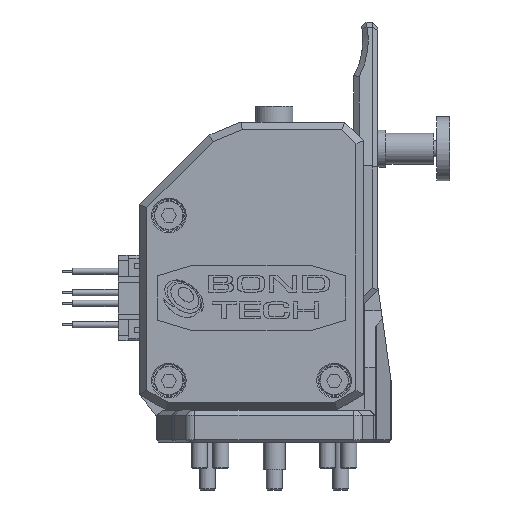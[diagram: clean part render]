
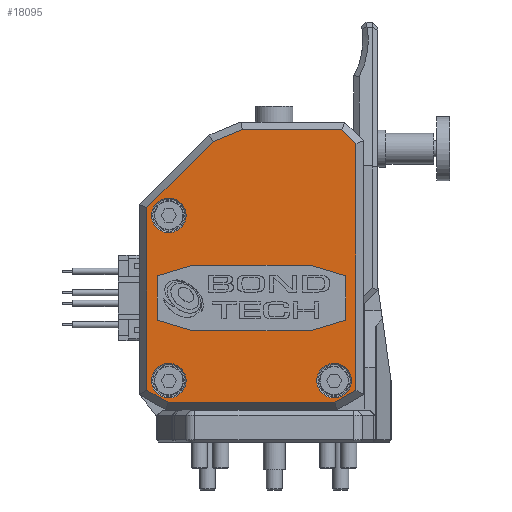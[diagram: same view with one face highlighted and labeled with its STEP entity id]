
A CAD part, front view. The second image highlights one B-rep face of the part: STEP entity #18095.
In plain terms, the highlighted planar face has unit normal (0, -1, 0).
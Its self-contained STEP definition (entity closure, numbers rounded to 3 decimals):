
#1304=FACE_BOUND('',#3316,.T.);
#1305=FACE_BOUND('',#3317,.T.);
#1306=FACE_BOUND('',#3318,.T.);
#1307=FACE_BOUND('',#3319,.T.);
#1471=CIRCLE('',#19272,3.25);
#1472=CIRCLE('',#19273,3.25);
#1473=CIRCLE('',#19274,3.25);
#2214=FACE_OUTER_BOUND('',#3315,.T.);
#3315=EDGE_LOOP('',(#13204,#13205,#13206,#13207,#13208,#13209,#13210,#13211,
#13212));
#3316=EDGE_LOOP('',(#13213,#13214,#13215,#13216,#13217,#13218,#13219,#13220));
#3317=EDGE_LOOP('',(#13221));
#3318=EDGE_LOOP('',(#13222));
#3319=EDGE_LOOP('',(#13223));
#4634=LINE('',#28102,#6359);
#4636=LINE('',#28106,#6361);
#4638=LINE('',#28110,#6363);
#4640=LINE('',#28114,#6365);
#4642=LINE('',#28118,#6367);
#4644=LINE('',#28122,#6369);
#4646=LINE('',#28126,#6371);
#4647=LINE('',#28128,#6372);
#4676=LINE('',#28207,#6401);
#4677=LINE('',#28209,#6402);
#4678=LINE('',#28211,#6403);
#4679=LINE('',#28213,#6404);
#4680=LINE('',#28215,#6405);
#4681=LINE('',#28217,#6406);
#4682=LINE('',#28219,#6407);
#4683=LINE('',#28221,#6408);
#4684=LINE('',#28222,#6409);
#6359=VECTOR('',#21254,1000.);
#6361=VECTOR('',#21258,1000.);
#6363=VECTOR('',#21262,1000.);
#6365=VECTOR('',#21266,1000.);
#6367=VECTOR('',#21270,1000.);
#6369=VECTOR('',#21274,1000.);
#6371=VECTOR('',#21278,1000.);
#6372=VECTOR('',#21281,1000.);
#6401=VECTOR('',#21348,1000.);
#6402=VECTOR('',#21349,1000.);
#6403=VECTOR('',#21350,1000.);
#6404=VECTOR('',#21351,1000.);
#6405=VECTOR('',#21352,1000.);
#6406=VECTOR('',#21353,1000.);
#6407=VECTOR('',#21354,1000.);
#6408=VECTOR('',#21355,1000.);
#6409=VECTOR('',#21356,1000.);
#8139=VERTEX_POINT('',#28098);
#8140=VERTEX_POINT('',#28100);
#8141=VERTEX_POINT('',#28104);
#8142=VERTEX_POINT('',#28108);
#8143=VERTEX_POINT('',#28112);
#8144=VERTEX_POINT('',#28116);
#8145=VERTEX_POINT('',#28120);
#8146=VERTEX_POINT('',#28124);
#8172=VERTEX_POINT('',#28205);
#8173=VERTEX_POINT('',#28206);
#8174=VERTEX_POINT('',#28208);
#8175=VERTEX_POINT('',#28210);
#8176=VERTEX_POINT('',#28212);
#8177=VERTEX_POINT('',#28214);
#8178=VERTEX_POINT('',#28216);
#8179=VERTEX_POINT('',#28218);
#8180=VERTEX_POINT('',#28220);
#8181=VERTEX_POINT('',#28223);
#8182=VERTEX_POINT('',#28225);
#8183=VERTEX_POINT('',#28227);
#9987=EDGE_CURVE('',#8140,#8139,#4634,.T.);
#9989=EDGE_CURVE('',#8139,#8141,#4636,.T.);
#9991=EDGE_CURVE('',#8141,#8142,#4638,.T.);
#9993=EDGE_CURVE('',#8142,#8143,#4640,.T.);
#9995=EDGE_CURVE('',#8143,#8144,#4642,.T.);
#9997=EDGE_CURVE('',#8144,#8145,#4644,.T.);
#9999=EDGE_CURVE('',#8145,#8146,#4646,.T.);
#10000=EDGE_CURVE('',#8146,#8140,#4647,.T.);
#10036=EDGE_CURVE('',#8172,#8173,#4676,.T.);
#10037=EDGE_CURVE('',#8173,#8174,#4677,.T.);
#10038=EDGE_CURVE('',#8174,#8175,#4678,.T.);
#10039=EDGE_CURVE('',#8175,#8176,#4679,.T.);
#10040=EDGE_CURVE('',#8176,#8177,#4680,.T.);
#10041=EDGE_CURVE('',#8177,#8178,#4681,.T.);
#10042=EDGE_CURVE('',#8178,#8179,#4682,.T.);
#10043=EDGE_CURVE('',#8179,#8180,#4683,.T.);
#10044=EDGE_CURVE('',#8180,#8172,#4684,.T.);
#10045=EDGE_CURVE('',#8181,#8181,#1471,.T.);
#10046=EDGE_CURVE('',#8182,#8182,#1472,.T.);
#10047=EDGE_CURVE('',#8183,#8183,#1473,.T.);
#13204=ORIENTED_EDGE('',*,*,#10036,.T.);
#13205=ORIENTED_EDGE('',*,*,#10037,.T.);
#13206=ORIENTED_EDGE('',*,*,#10038,.T.);
#13207=ORIENTED_EDGE('',*,*,#10039,.T.);
#13208=ORIENTED_EDGE('',*,*,#10040,.T.);
#13209=ORIENTED_EDGE('',*,*,#10041,.T.);
#13210=ORIENTED_EDGE('',*,*,#10042,.T.);
#13211=ORIENTED_EDGE('',*,*,#10043,.T.);
#13212=ORIENTED_EDGE('',*,*,#10044,.T.);
#13213=ORIENTED_EDGE('',*,*,#9999,.F.);
#13214=ORIENTED_EDGE('',*,*,#9997,.F.);
#13215=ORIENTED_EDGE('',*,*,#9995,.F.);
#13216=ORIENTED_EDGE('',*,*,#9993,.F.);
#13217=ORIENTED_EDGE('',*,*,#9991,.F.);
#13218=ORIENTED_EDGE('',*,*,#9989,.F.);
#13219=ORIENTED_EDGE('',*,*,#9987,.F.);
#13220=ORIENTED_EDGE('',*,*,#10000,.F.);
#13221=ORIENTED_EDGE('',*,*,#10045,.F.);
#13222=ORIENTED_EDGE('',*,*,#10046,.F.);
#13223=ORIENTED_EDGE('',*,*,#10047,.F.);
#17408=PLANE('',#19271);
#18095=ADVANCED_FACE('',(#2214,#1304,#1305,#1306,#1307),#17408,.F.);
#19271=AXIS2_PLACEMENT_3D('',#28204,#21346,#21347);
#19272=AXIS2_PLACEMENT_3D('',#28224,#21357,#21358);
#19273=AXIS2_PLACEMENT_3D('',#28226,#21359,#21360);
#19274=AXIS2_PLACEMENT_3D('',#28228,#21361,#21362);
#21254=DIRECTION('',(1.,0.,0.));
#21258=DIRECTION('',(0.958,0.,0.288));
#21262=DIRECTION('',(0.,0.,1.));
#21266=DIRECTION('',(-0.958,0.,0.288));
#21270=DIRECTION('',(-1.,0.,0.));
#21274=DIRECTION('',(-0.958,0.,-0.288));
#21278=DIRECTION('',(0.,0.,-1.));
#21281=DIRECTION('',(0.958,0.,-0.288));
#21346=DIRECTION('center_axis',(0.,1.,0.));
#21347=DIRECTION('ref_axis',(-1.,0.,0.));
#21348=DIRECTION('',(0.866,0.,-0.5));
#21349=DIRECTION('',(1.,0.,0.));
#21350=DIRECTION('',(0.866,0.,0.5));
#21351=DIRECTION('',(0.,0.,1.));
#21352=DIRECTION('',(-0.707,0.,0.707));
#21353=DIRECTION('',(-1.,0.,0.));
#21354=DIRECTION('',(-0.924,0.,-0.383));
#21355=DIRECTION('',(-0.707,0.,-0.707));
#21356=DIRECTION('',(0.,0.,-1.));
#21357=DIRECTION('center_axis',(0.,-1.,0.));
#21358=DIRECTION('ref_axis',(1.,0.,0.));
#21359=DIRECTION('center_axis',(0.,-1.,0.));
#21360=DIRECTION('ref_axis',(1.,0.,0.));
#21361=DIRECTION('center_axis',(0.,-1.,0.));
#21362=DIRECTION('ref_axis',(1.,0.,0.));
#28098=CARTESIAN_POINT('',(10.993,-33.,-6.15));
#28100=CARTESIAN_POINT('',(-10.993,-33.,-6.15));
#28102=CARTESIAN_POINT('',(0.,-33.,-6.15));
#28104=CARTESIAN_POINT('',(17.65,-33.,-4.15));
#28106=CARTESIAN_POINT('',(10.993,-33.,-6.15));
#28108=CARTESIAN_POINT('',(17.65,-33.,4.15));
#28110=CARTESIAN_POINT('',(17.65,-33.,0.));
#28112=CARTESIAN_POINT('',(10.993,-33.,6.15));
#28114=CARTESIAN_POINT('',(17.65,-33.,4.15));
#28116=CARTESIAN_POINT('',(-10.993,-33.,6.15));
#28118=CARTESIAN_POINT('',(0.,-33.,6.15));
#28120=CARTESIAN_POINT('',(-17.65,-33.,4.15));
#28122=CARTESIAN_POINT('',(-10.993,-33.,6.15));
#28124=CARTESIAN_POINT('',(-17.65,-33.,-4.15));
#28126=CARTESIAN_POINT('',(-17.65,-33.,0.));
#28128=CARTESIAN_POINT('',(-17.65,-33.,-4.15));
#28204=CARTESIAN_POINT('Origin',(0.,-33.,0.));
#28205=CARTESIAN_POINT('',(-19.6,-33.,-17.305));
#28206=CARTESIAN_POINT('',(-15.625,-33.,-19.6));
#28207=CARTESIAN_POINT('',(-19.6,-33.,-17.305));
#28208=CARTESIAN_POINT('',(15.625,-33.,-19.6));
#28209=CARTESIAN_POINT('',(0.,-33.,-19.6));
#28210=CARTESIAN_POINT('',(19.6,-33.,-17.305));
#28211=CARTESIAN_POINT('',(15.625,-33.,-19.6));
#28212=CARTESIAN_POINT('',(19.6,-33.,28.92));
#28213=CARTESIAN_POINT('',(19.6,-33.,0.));
#28214=CARTESIAN_POINT('',(16.92,-33.,31.6));
#28215=CARTESIAN_POINT('',(24.26,-33.,24.26));
#28216=CARTESIAN_POINT('',(-1.721,-33.,31.6));
#28217=CARTESIAN_POINT('',(0.,-33.,31.6));
#28218=CARTESIAN_POINT('',(-7.182,-33.,29.338));
#28219=CARTESIAN_POINT('',(-1.721,-33.,31.6));
#28220=CARTESIAN_POINT('',(-19.6,-33.,16.92));
#28221=CARTESIAN_POINT('',(-18.26,-33.,18.26));
#28222=CARTESIAN_POINT('',(-19.6,-33.,0.));
#28223=CARTESIAN_POINT('',(12.25,-33.,-15.5));
#28224=CARTESIAN_POINT('Origin',(15.5,-33.,-15.5));
#28225=CARTESIAN_POINT('',(-18.75,-33.,-15.5));
#28226=CARTESIAN_POINT('Origin',(-15.5,-33.,-15.5));
#28227=CARTESIAN_POINT('',(-18.75,-33.,15.5));
#28228=CARTESIAN_POINT('Origin',(-15.5,-33.,15.5));
